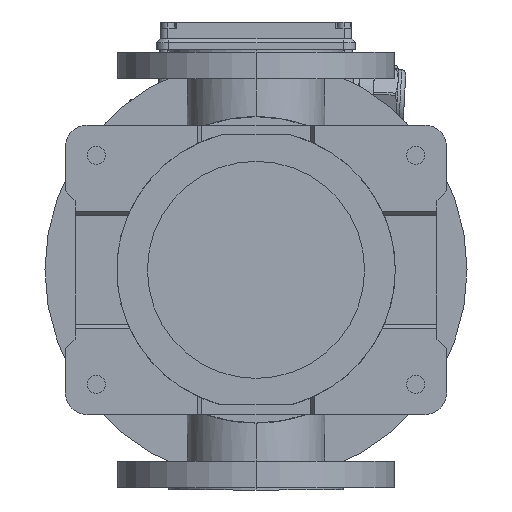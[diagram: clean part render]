
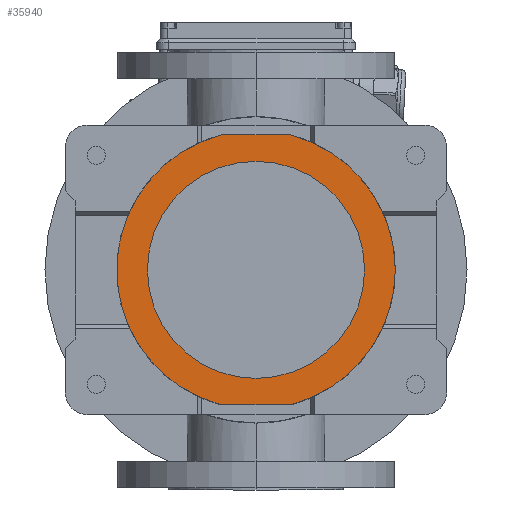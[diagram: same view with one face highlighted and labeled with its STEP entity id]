
A CAD part, front view. The second image highlights one B-rep face of the part: STEP entity #35940.
In plain terms, the highlighted face is planar.
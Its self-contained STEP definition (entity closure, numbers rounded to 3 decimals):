
#350 = CARTESIAN_POINT ( 'NONE',  ( 28.218, 112., 45. ) ) ;
#496 = CIRCLE ( 'NONE', #8675, 115.5 ) ;
#598 = CARTESIAN_POINT ( 'NONE',  ( 115.5, 0., 45. ) ) ;
#1049 = DIRECTION ( 'NONE',  ( 1., 0., 0. ) ) ;
#1234 = ORIENTED_EDGE ( 'NONE', *, *, #25438, .T. ) ;
#1435 = CIRCLE ( 'NONE', #58712, 90. ) ;
#2643 = CARTESIAN_POINT ( 'NONE',  ( 0., 0., 45. ) ) ;
#2926 = FACE_BOUND ( 'NONE', #25830, .T. ) ;
#3039 = CARTESIAN_POINT ( 'NONE',  ( 0., 0., 45. ) ) ;
#4893 = EDGE_CURVE ( 'NONE', #25091, #8228, #496, .T. ) ;
#4935 = LINE ( 'NONE', #43047, #15225 ) ;
#5065 = LINE ( 'NONE', #20744, #25799 ) ;
#5950 = ORIENTED_EDGE ( 'NONE', *, *, #22529, .T. ) ;
#6044 = EDGE_CURVE ( 'NONE', #32933, #10180, #1435, .T. ) ;
#8228 = VERTEX_POINT ( 'NONE', #34582 ) ;
#8675 = AXIS2_PLACEMENT_3D ( 'NONE', #29597, #11295, #1049 ) ;
#10180 = VERTEX_POINT ( 'NONE', #37652 ) ;
#10859 = DIRECTION ( 'NONE',  ( 1., 0., 0. ) ) ;
#11295 = DIRECTION ( 'NONE',  ( 0., 0., -1. ) ) ;
#13917 = DIRECTION ( 'NONE',  ( 1., 0., 0. ) ) ;
#14994 = ORIENTED_EDGE ( 'NONE', *, *, #31668, .T. ) ;
#15225 = VECTOR ( 'NONE', #13917, 1000. ) ;
#17968 = EDGE_LOOP ( 'NONE', ( #14994, #5950, #50140, #20986, #23933 ) ) ;
#19256 = VERTEX_POINT ( 'NONE', #598 ) ;
#20744 = CARTESIAN_POINT ( 'NONE',  ( -31.04, -112., 45. ) ) ;
#20986 = ORIENTED_EDGE ( 'NONE', *, *, #4893, .T. ) ;
#22529 = EDGE_CURVE ( 'NONE', #19256, #58179, #62609, .T. ) ;
#22590 = DIRECTION ( 'NONE',  ( -1., 0., 0. ) ) ;
#22848 = AXIS2_PLACEMENT_3D ( 'NONE', #23412, #42946, #38134 ) ;
#23412 = CARTESIAN_POINT ( 'NONE',  ( 127.05, -123.2, 45. ) ) ;
#23933 = ORIENTED_EDGE ( 'NONE', *, *, #31158, .T. ) ;
#25091 = VERTEX_POINT ( 'NONE', #49265 ) ;
#25438 = EDGE_CURVE ( 'NONE', #10180, #32933, #57914, .T. ) ;
#25799 = VECTOR ( 'NONE', #50185, 1000. ) ;
#25830 = EDGE_LOOP ( 'NONE', ( #1234, #27966 ) ) ;
#27323 = DIRECTION ( 'NONE',  ( 0., 0., -1. ) ) ;
#27706 = DIRECTION ( 'NONE',  ( 0., 0., 1. ) ) ;
#27966 = ORIENTED_EDGE ( 'NONE', *, *, #6044, .T. ) ;
#29330 = AXIS2_PLACEMENT_3D ( 'NONE', #42521, #62036, #32895 ) ;
#29597 = CARTESIAN_POINT ( 'NONE',  ( 0., 0., 45. ) ) ;
#31158 = EDGE_CURVE ( 'NONE', #8228, #49288, #4935, .T. ) ;
#31668 = EDGE_CURVE ( 'NONE', #49288, #19256, #57174, .T. ) ;
#31780 = CARTESIAN_POINT ( 'NONE',  ( 28.218, -112., 45. ) ) ;
#32895 = DIRECTION ( 'NONE',  ( -1., 0., 0. ) ) ;
#32933 = VERTEX_POINT ( 'NONE', #46790 ) ;
#33353 = FACE_OUTER_BOUND ( 'NONE', #17968, .T. ) ;
#34582 = CARTESIAN_POINT ( 'NONE',  ( -28.218, 112., 45. ) ) ;
#35940 = ADVANCED_FACE ( 'NONE', ( #2926, #33353 ), #47743, .T. ) ;
#37652 = CARTESIAN_POINT ( 'NONE',  ( -90., 0., 45. ) ) ;
#38134 = DIRECTION ( 'NONE',  ( -1., 0., 0. ) ) ;
#39130 = DIRECTION ( 'NONE',  ( 0., 0., -1. ) ) ;
#40847 = AXIS2_PLACEMENT_3D ( 'NONE', #55324, #39130, #10859 ) ;
#42042 = DIRECTION ( 'NONE',  ( 1., 0., 0. ) ) ;
#42521 = CARTESIAN_POINT ( 'NONE',  ( 0., 0., 45. ) ) ;
#42946 = DIRECTION ( 'NONE',  ( 0., 0., -1. ) ) ;
#43047 = CARTESIAN_POINT ( 'NONE',  ( -31.04, 112., 45. ) ) ;
#46790 = CARTESIAN_POINT ( 'NONE',  ( 90., 0., 45. ) ) ;
#47032 = EDGE_CURVE ( 'NONE', #58179, #25091, #5065, .T. ) ;
#47743 = PLANE ( 'NONE',  #22848 ) ;
#49265 = CARTESIAN_POINT ( 'NONE',  ( -28.218, -112., 45. ) ) ;
#49288 = VERTEX_POINT ( 'NONE', #350 ) ;
#50140 = ORIENTED_EDGE ( 'NONE', *, *, #47032, .T. ) ;
#50185 = DIRECTION ( 'NONE',  ( -1., 0., 0. ) ) ;
#51370 = AXIS2_PLACEMENT_3D ( 'NONE', #2643, #27323, #42042 ) ;
#55324 = CARTESIAN_POINT ( 'NONE',  ( 0., 0., 45. ) ) ;
#57174 = CIRCLE ( 'NONE', #40847, 115.5 ) ;
#57914 = CIRCLE ( 'NONE', #29330, 90. ) ;
#58179 = VERTEX_POINT ( 'NONE', #31780 ) ;
#58712 = AXIS2_PLACEMENT_3D ( 'NONE', #3039, #27706, #22590 ) ;
#62036 = DIRECTION ( 'NONE',  ( 0., 0., 1. ) ) ;
#62609 = CIRCLE ( 'NONE', #51370, 115.5 ) ;
